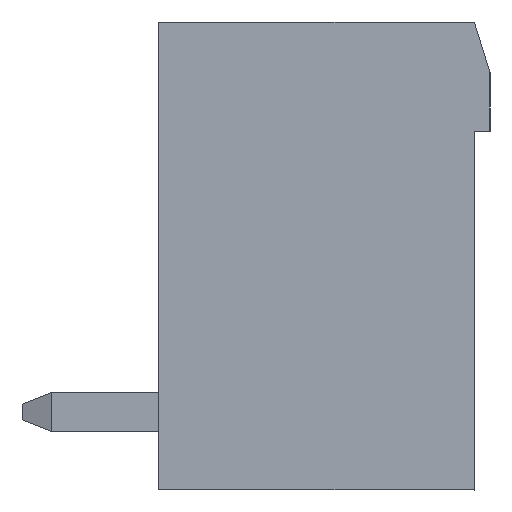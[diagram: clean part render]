
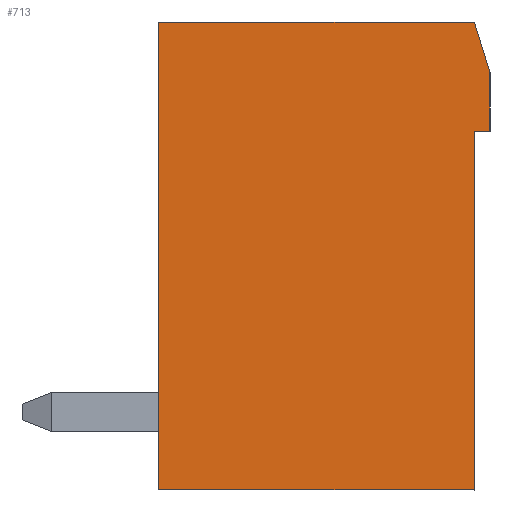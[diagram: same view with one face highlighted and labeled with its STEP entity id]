
A CAD part, left-side view. The second image highlights one B-rep face of the part: STEP entity #713.
In plain terms, the highlighted planar face has unit normal (-1, 0, 0).
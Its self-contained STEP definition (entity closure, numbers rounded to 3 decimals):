
#713 = ADVANCED_FACE( '', ( #1525 ), #1526, .T. );
#1525 = FACE_OUTER_BOUND( '', #2465, .T. );
#1526 = PLANE( '', #2466 );
#2465 = EDGE_LOOP( '', ( #4270, #4271, #4272, #4273, #4274, #4275, #4276 ) );
#2466 = AXIS2_PLACEMENT_3D( '', #4277, #4278, #4279 );
#4270 = ORIENTED_EDGE( '', *, *, #6481, .T. );
#4271 = ORIENTED_EDGE( '', *, *, #6535, .T. );
#4272 = ORIENTED_EDGE( '', *, *, #5838, .T. );
#4273 = ORIENTED_EDGE( '', *, *, #6221, .T. );
#4274 = ORIENTED_EDGE( '', *, *, #6137, .T. );
#4275 = ORIENTED_EDGE( '', *, *, #6536, .T. );
#4276 = ORIENTED_EDGE( '', *, *, #6094, .T. );
#4277 = CARTESIAN_POINT( '', ( -21.32, 0., 0. ) );
#4278 = DIRECTION( '', ( -1., 0., 0. ) );
#4279 = DIRECTION( '', ( 0., 0., 1. ) );
#5838 = EDGE_CURVE( '', #6996, #6997, #6998, .T. );
#6094 = EDGE_CURVE( '', #7452, #7453, #7454, .T. );
#6137 = EDGE_CURVE( '', #7521, #7522, #7523, .T. );
#6221 = EDGE_CURVE( '', #6997, #7521, #7658, .T. );
#6481 = EDGE_CURVE( '', #7453, #8054, #8056, .T. );
#6535 = EDGE_CURVE( '', #8054, #6996, #8132, .T. );
#6536 = EDGE_CURVE( '', #7522, #7452, #8133, .T. );
#6996 = VERTEX_POINT( '', #8707 );
#6997 = VERTEX_POINT( '', #8708 );
#6998 = LINE( '', #8709, #8710 );
#7452 = VERTEX_POINT( '', #9373 );
#7453 = VERTEX_POINT( '', #9374 );
#7454 = LINE( '', #9375, #9376 );
#7521 = VERTEX_POINT( '', #9475 );
#7522 = VERTEX_POINT( '', #9476 );
#7523 = LINE( '', #9477, #9478 );
#7658 = LINE( '', #9671, #9672 );
#8054 = VERTEX_POINT( '', #10251 );
#8056 = LINE( '', #10254, #10255 );
#8132 = LINE( '', #10364, #10365 );
#8133 = LINE( '', #10366, #10367 );
#8707 = CARTESIAN_POINT( '', ( -21.32, 4.05, 6. ) );
#8708 = CARTESIAN_POINT( '', ( -21.32, 4.05, -6. ) );
#8709 = CARTESIAN_POINT( '', ( -21.32, 4.05, 6. ) );
#8710 = VECTOR( '', #11124, 1000. );
#9373 = CARTESIAN_POINT( '', ( -21.32, -4.45, 3.2 ) );
#9374 = CARTESIAN_POINT( '', ( -21.32, -4.45, 4.7 ) );
#9375 = CARTESIAN_POINT( '', ( -21.32, -4.45, 3.2 ) );
#9376 = VECTOR( '', #11346, 1000. );
#9475 = CARTESIAN_POINT( '', ( -21.32, -4.05, -6. ) );
#9476 = CARTESIAN_POINT( '', ( -21.32, -4.05, 3.2 ) );
#9477 = CARTESIAN_POINT( '', ( -21.32, -4.05, -6. ) );
#9478 = VECTOR( '', #11388, 1000. );
#9671 = CARTESIAN_POINT( '', ( -21.32, 4.05, -6. ) );
#9672 = VECTOR( '', #11480, 1000. );
#10251 = CARTESIAN_POINT( '', ( -21.32, -4.05, 6. ) );
#10254 = CARTESIAN_POINT( '', ( -21.32, -4.45, 4.7 ) );
#10255 = VECTOR( '', #11707, 1000. );
#10364 = CARTESIAN_POINT( '', ( -21.32, -4.05, 6. ) );
#10365 = VECTOR( '', #11753, 1000. );
#10366 = CARTESIAN_POINT( '', ( -21.32, -4.05, 3.2 ) );
#10367 = VECTOR( '', #11754, 1000. );
#11124 = DIRECTION( '', ( 0., 0., -1. ) );
#11346 = DIRECTION( '', ( 0., 0., 1. ) );
#11388 = DIRECTION( '', ( 0., 0., 1. ) );
#11480 = DIRECTION( '', ( 0., -1., 0. ) );
#11707 = DIRECTION( '', ( 0., 0.294, 0.956 ) );
#11753 = DIRECTION( '', ( 0., 1., 0. ) );
#11754 = DIRECTION( '', ( 0., -1., 0. ) );
